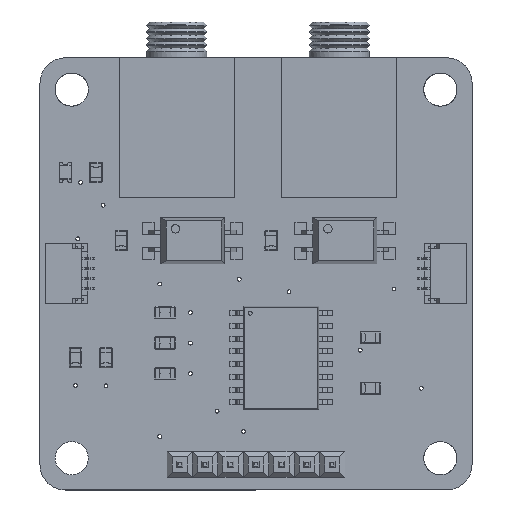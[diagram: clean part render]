
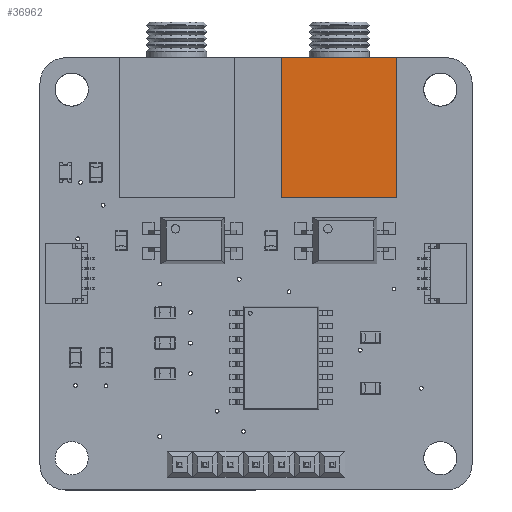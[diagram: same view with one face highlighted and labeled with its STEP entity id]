
A CAD part, top view. The second image highlights one B-rep face of the part: STEP entity #36962.
In plain terms, the highlighted planar face has unit normal (0, 0, 1).
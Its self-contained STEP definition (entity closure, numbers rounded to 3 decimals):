
#1760=PLANE('',#39775);
#3488=FACE_OUTER_BOUND('',#5483,.T.);
#5483=EDGE_LOOP('',(#30972,#30973,#30974,#30975));
#9733=LINE('',#57010,#14342);
#9737=LINE('',#57017,#14346);
#9740=LINE('',#57023,#14349);
#9742=LINE('',#57026,#14351);
#14342=VECTOR('',#46378,1000.);
#14346=VECTOR('',#46384,1000.);
#14349=VECTOR('',#46389,1000.);
#14351=VECTOR('',#46393,1000.);
#18279=VERTEX_POINT('',#57007);
#18280=VERTEX_POINT('',#57009);
#18282=VERTEX_POINT('',#57015);
#18284=VERTEX_POINT('',#57021);
#22723=EDGE_CURVE('',#18280,#18279,#9733,.T.);
#22727=EDGE_CURVE('',#18279,#18282,#9737,.T.);
#22730=EDGE_CURVE('',#18282,#18284,#9740,.T.);
#22732=EDGE_CURVE('',#18284,#18280,#9742,.T.);
#30972=ORIENTED_EDGE('',*,*,#22723,.T.);
#30973=ORIENTED_EDGE('',*,*,#22727,.T.);
#30974=ORIENTED_EDGE('',*,*,#22730,.T.);
#30975=ORIENTED_EDGE('',*,*,#22732,.T.);
#36962=ADVANCED_FACE('',(#3488),#1760,.T.);
#39775=AXIS2_PLACEMENT_3D('',#57027,#46394,#46395);
#46378=DIRECTION('',(0.,-1.,0.));
#46384=DIRECTION('',(1.,0.,0.));
#46389=DIRECTION('',(0.,1.,0.));
#46393=DIRECTION('',(-1.,0.,0.));
#46394=DIRECTION('center_axis',(0.,0.,
1.));
#46395=DIRECTION('ref_axis',(1.,0.,0.));
#57007=CARTESIAN_POINT('',(-1.847,-5.556,6.177));
#57009=CARTESIAN_POINT('',(-1.847,5.944,6.177));
#57010=CARTESIAN_POINT('',(-1.847,5.944,6.177));
#57015=CARTESIAN_POINT('',(12.153,-5.556,6.177));
#57017=CARTESIAN_POINT('',(-1.847,-5.556,6.177));
#57021=CARTESIAN_POINT('',(12.153,5.944,6.177));
#57023=CARTESIAN_POINT('',(12.153,5.944,6.177));
#57026=CARTESIAN_POINT('',(-1.847,5.944,6.177));
#57027=CARTESIAN_POINT('Origin',(-1.847,5.944,6.177));
